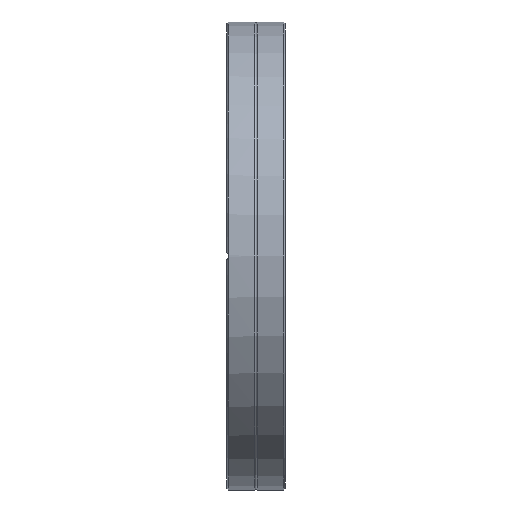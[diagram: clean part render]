
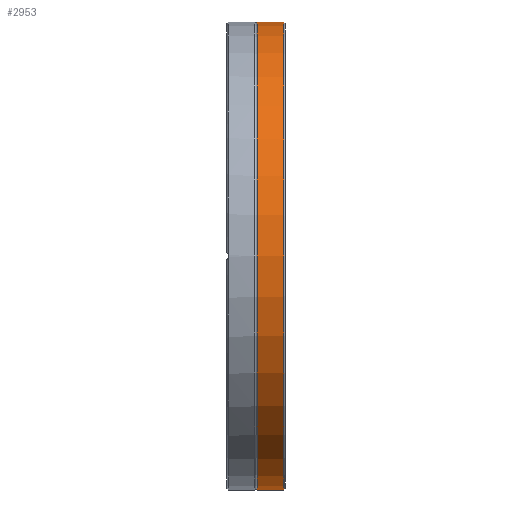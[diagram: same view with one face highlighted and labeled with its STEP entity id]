
A CAD part, left-side view. The second image highlights one B-rep face of the part: STEP entity #2953.
In plain terms, the highlighted cylindrical face has radius 85.75 mm (diameter 171.5 mm), a full revolution.
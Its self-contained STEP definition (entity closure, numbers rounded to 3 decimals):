
#304=CYLINDRICAL_SURFACE('',#3179,85.75);
#347=FACE_OUTER_BOUND('',#543,.T.);
#543=EDGE_LOOP('',(#2035,#2036,#2037,#2038,#2039,#2040));
#742=LINE('',#4183,#915);
#915=VECTOR('',#3496,85.75);
#1087=CIRCLE('',#3156,85.75);
#1088=CIRCLE('',#3157,85.75);
#1109=CIRCLE('',#3180,85.75);
#1110=CIRCLE('',#3181,85.75);
#1231=VERTEX_POINT('',#4132);
#1232=VERTEX_POINT('',#4133);
#1253=VERTEX_POINT('',#4179);
#1254=VERTEX_POINT('',#4180);
#1535=EDGE_CURVE('',#1231,#1232,#1087,.T.);
#1536=EDGE_CURVE('',#1232,#1231,#1088,.T.);
#1558=EDGE_CURVE('',#1253,#1254,#1109,.T.);
#1559=EDGE_CURVE('',#1254,#1253,#1110,.T.);
#1560=EDGE_CURVE('',#1254,#1232,#742,.T.);
#2035=ORIENTED_EDGE('',*,*,#1558,.F.);
#2036=ORIENTED_EDGE('',*,*,#1559,.F.);
#2037=ORIENTED_EDGE('',*,*,#1560,.T.);
#2038=ORIENTED_EDGE('',*,*,#1535,.F.);
#2039=ORIENTED_EDGE('',*,*,#1536,.F.);
#2040=ORIENTED_EDGE('',*,*,#1560,.F.);
#2953=ADVANCED_FACE('',(#347),#304,.T.);
#3156=AXIS2_PLACEMENT_3D('',#4134,#3443,#3444);
#3157=AXIS2_PLACEMENT_3D('',#4135,#3445,#3446);
#3179=AXIS2_PLACEMENT_3D('',#4178,#3490,#3491);
#3180=AXIS2_PLACEMENT_3D('',#4181,#3492,#3493);
#3181=AXIS2_PLACEMENT_3D('',#4182,#3494,#3495);
#3443=DIRECTION('center_axis',(0.,-1.,0.));
#3444=DIRECTION('ref_axis',(1.,0.,0.));
#3445=DIRECTION('center_axis',(0.,-1.,0.));
#3446=DIRECTION('ref_axis',(1.,0.,0.));
#3490=DIRECTION('center_axis',(0.,1.,0.));
#3491=DIRECTION('ref_axis',(-1.,0.,0.));
#3492=DIRECTION('center_axis',(0.,1.,0.));
#3493=DIRECTION('ref_axis',(1.,0.,0.));
#3494=DIRECTION('center_axis',(0.,1.,0.));
#3495=DIRECTION('ref_axis',(1.,0.,0.));
#3496=DIRECTION('',(0.,-1.,0.));
#4132=CARTESIAN_POINT('',(-85.75,0.5,0.));
#4133=CARTESIAN_POINT('',(85.75,0.5,0.));
#4134=CARTESIAN_POINT('Origin',(0.,0.5,0.));
#4135=CARTESIAN_POINT('Origin',(0.,0.5,0.));
#4178=CARTESIAN_POINT('Origin',(0.,5.081,0.));
#4179=CARTESIAN_POINT('',(0.,10.163,-85.75));
#4180=CARTESIAN_POINT('',(85.75,10.163,0.));
#4181=CARTESIAN_POINT('Origin',(0.,10.163,0.));
#4182=CARTESIAN_POINT('Origin',(0.,10.163,0.));
#4183=CARTESIAN_POINT('',(85.75,5.081,0.));
